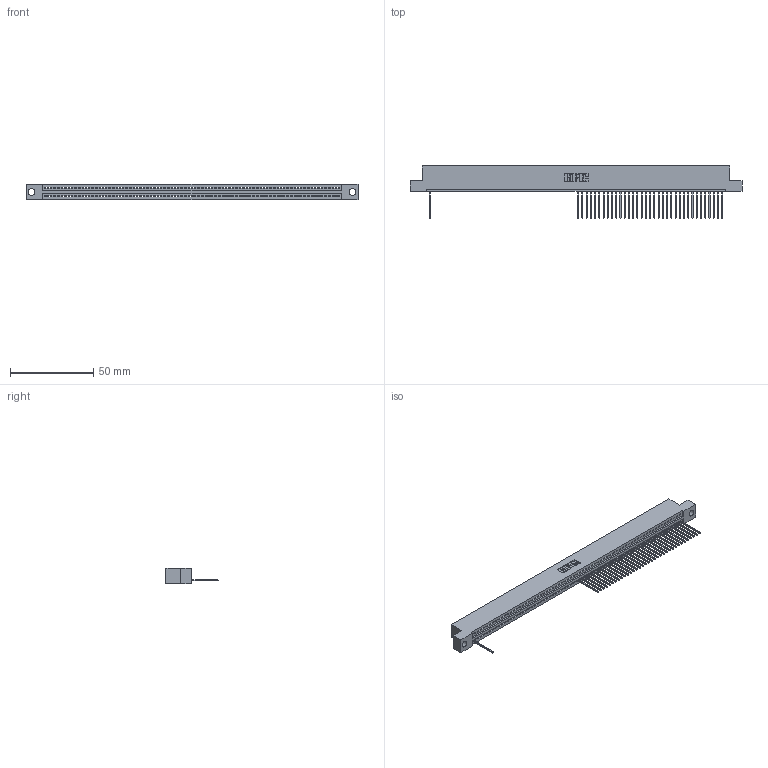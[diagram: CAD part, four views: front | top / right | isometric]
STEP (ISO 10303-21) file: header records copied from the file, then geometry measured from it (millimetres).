
FILE_DESCRIPTION (( 'STEP AP203' ), '1' );
FILE_NAME ('395-070-542-104.STEP', '2018-11-26T20:47:04', ( '' ), ( '' ), 'SwSTEP 2.0', 'SolidWorks 2016', '' );
FILE_SCHEMA (( 'CONFIG_CONTROL_DESIGN' ));
Length unit declared in the file: inch
Products named in the file (3): 345-292-001_345-293-142; 395-070-542-104; 345 Part_Flush Mounting Lugs - 0.156 Dia-TH
Assembly tree (37 placements, depth 2):
  395-070-542-104
    345 Part_Flush Mounting Lugs - 0.156 Dia-TH
    345-292-001_345-293-142  x36
Bounding box: 199.01 x 31.29 x 9.4 mm (x, y, z)
Volume: 18734.3 mm3; surface area: 23524.6 mm2
Topology: 37 solids, 37 shells, 2758 faces, 8513 edges, 5626 vertices
Faces by surface type: plane 1996, cylinder 762
Entity records: 47847 total; most frequent: ORIENTED_EDGE 8486, CARTESIAN_POINT 8448, DIRECTION 7299, EDGE_CURVE 4243, LINE 3831, VECTOR 3831, VERTEX_POINT 2826, AXIS2_PLACEMENT_3D 1734
